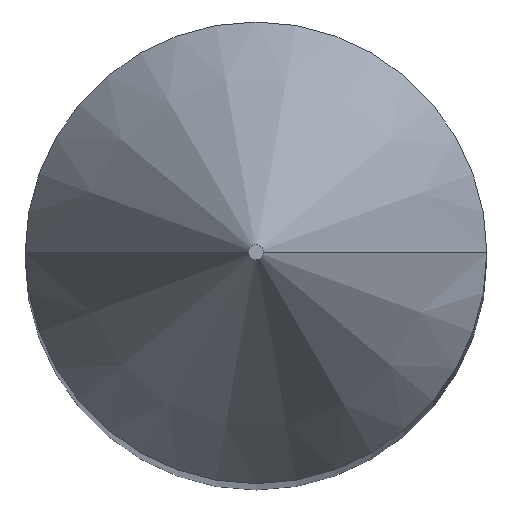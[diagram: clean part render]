
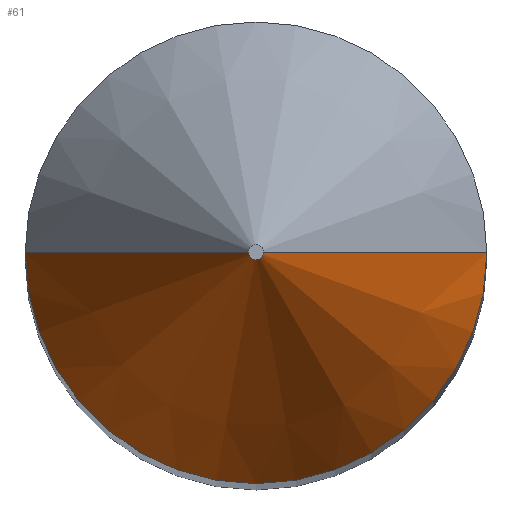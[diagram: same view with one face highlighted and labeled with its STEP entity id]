
A CAD part, top view. The second image highlights one B-rep face of the part: STEP entity #61.
In plain terms, the highlighted conical face has half-angle 30 degrees and reference radius 0.1 mm.
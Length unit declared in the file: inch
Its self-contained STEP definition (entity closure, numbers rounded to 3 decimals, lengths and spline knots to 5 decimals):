
#8 = EDGE_CURVE ( 'NONE', #181, #223, #159, .T. ) ;
#9 = ORIENTED_EDGE ( 'NONE', *, *, #168, .T. ) ;
#21 = CARTESIAN_POINT ( 'NONE',  ( 0., 0., 2.24409 ) ) ;
#30 = DIRECTION ( 'NONE',  ( 0., 0., -1. ) ) ;
#36 = DIRECTION ( 'NONE',  ( 0., 0., -1. ) ) ;
#52 = VERTEX_POINT ( 'NONE', #192 ) ;
#58 = CARTESIAN_POINT ( 'NONE',  ( 0.11811, 0., 2.04634 ) ) ;
#61 = ADVANCED_FACE ( 'NONE', ( #76 ), #136, .T. ) ;
#76 = FACE_OUTER_BOUND ( 'NONE', #83, .T. ) ;
#83 = EDGE_LOOP ( 'NONE', ( #9, #163, #202, #167 ) ) ;
#93 = DIRECTION ( 'NONE',  ( -1., 0., 0. ) ) ;
#98 = DIRECTION ( 'NONE',  ( 1., 0., 0. ) ) ;
#99 = VECTOR ( 'NONE', #148, 39.37008 ) ;
#129 = CARTESIAN_POINT ( 'NONE',  ( 0., 0., 2.04634 ) ) ;
#131 = AXIS2_PLACEMENT_3D ( 'NONE', #129, #30, #93 ) ;
#136 = CONICAL_SURFACE ( 'NONE', #221, 0.00394, 0.524 ) ;
#138 = CARTESIAN_POINT ( 'NONE',  ( 0.00394, 0., 2.24409 ) ) ;
#142 = AXIS2_PLACEMENT_3D ( 'NONE', #247, #151, #229 ) ;
#148 = DIRECTION ( 'NONE',  ( -0.5, 0., -0.866 ) ) ;
#150 = EDGE_CURVE ( 'NONE', #219, #223, #153, .T. ) ;
#151 = DIRECTION ( 'NONE',  ( 0., 0., -1. ) ) ;
#153 = LINE ( 'NONE', #230, #99 ) ;
#154 = CARTESIAN_POINT ( 'NONE',  ( -0.11811, 0., 2.04634 ) ) ;
#159 = CIRCLE ( 'NONE', #131, 0.11811 ) ;
#160 = CIRCLE ( 'NONE', #142, 0.00394 ) ;
#163 = ORIENTED_EDGE ( 'NONE', *, *, #150, .T. ) ;
#167 = ORIENTED_EDGE ( 'NONE', *, *, #239, .F. ) ;
#168 = EDGE_CURVE ( 'NONE', #52, #219, #160, .T. ) ;
#180 = LINE ( 'NONE', #138, #213 ) ;
#181 = VERTEX_POINT ( 'NONE', #58 ) ;
#192 = CARTESIAN_POINT ( 'NONE',  ( 0.00394, 0., 2.24409 ) ) ;
#202 = ORIENTED_EDGE ( 'NONE', *, *, #8, .F. ) ;
#213 = VECTOR ( 'NONE', #214, 39.37008 ) ;
#214 = DIRECTION ( 'NONE',  ( 0.5, 0., -0.866 ) ) ;
#219 = VERTEX_POINT ( 'NONE', #238 ) ;
#221 = AXIS2_PLACEMENT_3D ( 'NONE', #21, #36, #98 ) ;
#223 = VERTEX_POINT ( 'NONE', #154 ) ;
#229 = DIRECTION ( 'NONE',  ( -1., 0., 0. ) ) ;
#230 = CARTESIAN_POINT ( 'NONE',  ( -0.00394, 0., 2.24409 ) ) ;
#238 = CARTESIAN_POINT ( 'NONE',  ( -0.00394, 0., 2.24409 ) ) ;
#239 = EDGE_CURVE ( 'NONE', #52, #181, #180, .T. ) ;
#247 = CARTESIAN_POINT ( 'NONE',  ( 0., 0., 2.24409 ) ) ;
